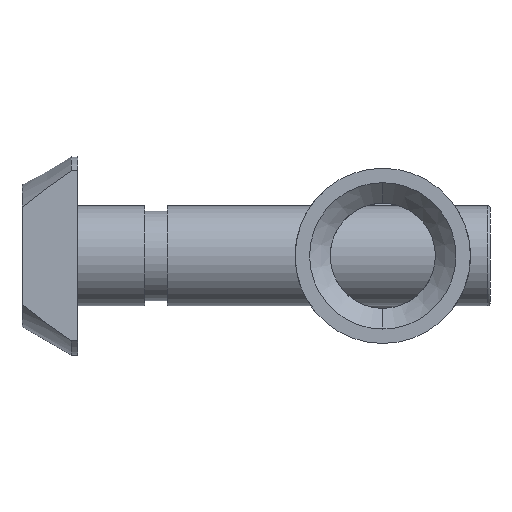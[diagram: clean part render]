
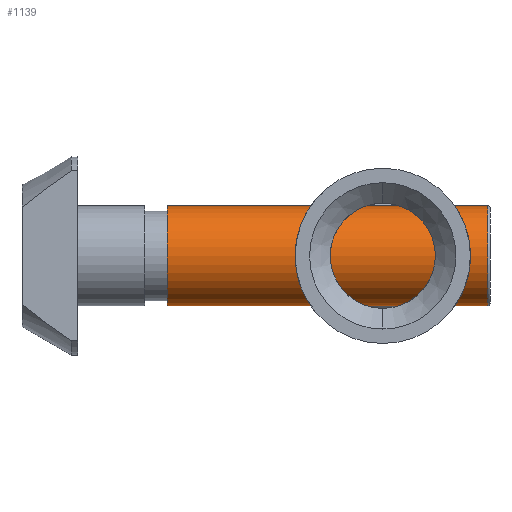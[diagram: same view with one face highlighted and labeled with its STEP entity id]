
A CAD part, left-side view. The second image highlights one B-rep face of the part: STEP entity #1139.
In plain terms, the highlighted cylindrical face has radius 4.85 mm (diameter 9.7 mm), a partial arc.
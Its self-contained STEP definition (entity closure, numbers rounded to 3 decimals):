
#5 = FACE_OUTER_BOUND ( 'NONE', #554, .T. ) ;
#50 = DIRECTION ( 'NONE',  ( -1., 0., 0. ) ) ;
#90 = CIRCLE ( 'NONE', #2146, 4.85 ) ;
#229 = ORIENTED_EDGE ( 'NONE', *, *, #2245, .T. ) ;
#246 = AXIS2_PLACEMENT_3D ( 'NONE', #1785, #703, #1965 ) ;
#399 = CARTESIAN_POINT ( 'NONE',  ( 31.1, 0., -4.85 ) ) ;
#554 = EDGE_LOOP ( 'NONE', ( #1332, #1364, #1127, #229 ) ) ;
#689 = AXIS2_PLACEMENT_3D ( 'NONE', #2042, #972, #1128 ) ;
#703 = DIRECTION ( 'NONE',  ( 1., 0., 0. ) ) ;
#728 = LINE ( 'NONE', #2309, #1560 ) ;
#780 = CYLINDRICAL_SURFACE ( 'NONE', #689, 4.85 ) ;
#811 = EDGE_CURVE ( 'NONE', #1598, #1140, #728, .T. ) ;
#972 = DIRECTION ( 'NONE',  ( -1., 0., 0. ) ) ;
#1126 = CARTESIAN_POINT ( 'NONE',  ( 31.1, 0., 0. ) ) ;
#1127 = ORIENTED_EDGE ( 'NONE', *, *, #811, .T. ) ;
#1128 = DIRECTION ( 'NONE',  ( 0., 0., 1. ) ) ;
#1139 = ADVANCED_FACE ( 'NONE', ( #5 ), #780, .T. ) ;
#1140 = VERTEX_POINT ( 'NONE', #1301 ) ;
#1142 = CARTESIAN_POINT ( 'NONE',  ( 31.1, 0., 4.85 ) ) ;
#1166 = CARTESIAN_POINT ( 'NONE',  ( 0., 0., -4.85 ) ) ;
#1301 = CARTESIAN_POINT ( 'NONE',  ( 0., 0., 4.85 ) ) ;
#1311 = DIRECTION ( 'NONE',  ( 0., 0., -1. ) ) ;
#1332 = ORIENTED_EDGE ( 'NONE', *, *, #1892, .F. ) ;
#1364 = ORIENTED_EDGE ( 'NONE', *, *, #2031, .T. ) ;
#1427 = VERTEX_POINT ( 'NONE', #1166 ) ;
#1560 = VECTOR ( 'NONE', #2143, 1000. ) ;
#1598 = VERTEX_POINT ( 'NONE', #1142 ) ;
#1613 = VECTOR ( 'NONE', #2166, 1000. ) ;
#1785 = CARTESIAN_POINT ( 'NONE',  ( 0., 0., 0. ) ) ;
#1804 = LINE ( 'NONE', #1977, #1613 ) ;
#1892 = EDGE_CURVE ( 'NONE', #2044, #1427, #1804, .T. ) ;
#1965 = DIRECTION ( 'NONE',  ( 0., 0., -1. ) ) ;
#1977 = CARTESIAN_POINT ( 'NONE',  ( 31.3, 0., -4.85 ) ) ;
#2031 = EDGE_CURVE ( 'NONE', #2044, #1598, #90, .T. ) ;
#2042 = CARTESIAN_POINT ( 'NONE',  ( 31.3, 0., 0. ) ) ;
#2044 = VERTEX_POINT ( 'NONE', #399 ) ;
#2143 = DIRECTION ( 'NONE',  ( -1., 0., 0. ) ) ;
#2146 = AXIS2_PLACEMENT_3D ( 'NONE', #1126, #50, #1311 ) ;
#2166 = DIRECTION ( 'NONE',  ( -1., 0., 0. ) ) ;
#2245 = EDGE_CURVE ( 'NONE', #1140, #1427, #2263, .T. ) ;
#2263 = CIRCLE ( 'NONE', #246, 4.85 ) ;
#2309 = CARTESIAN_POINT ( 'NONE',  ( 31.3, 0., 4.85 ) ) ;
